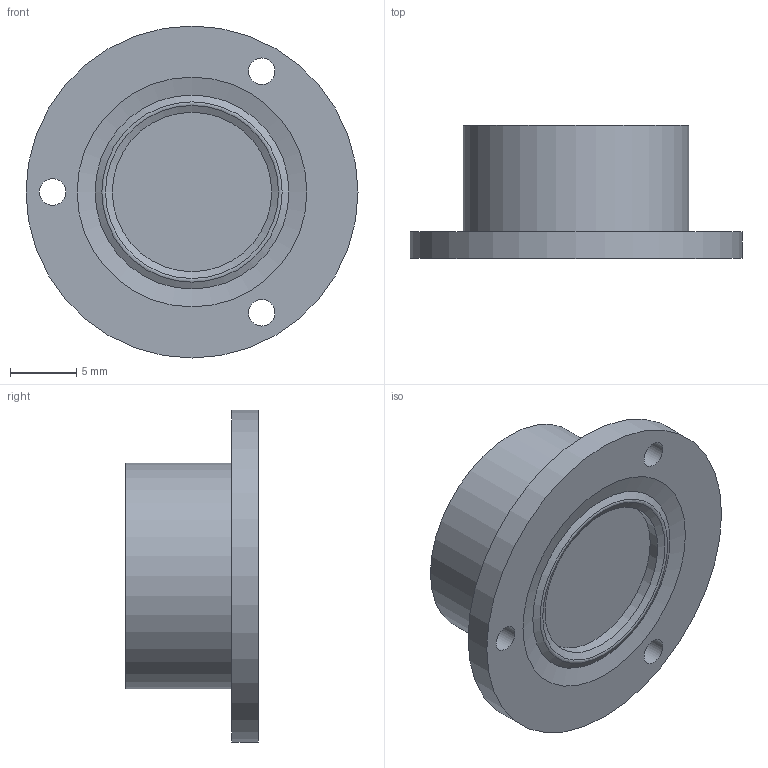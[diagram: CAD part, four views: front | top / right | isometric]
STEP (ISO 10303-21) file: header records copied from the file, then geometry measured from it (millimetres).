
FILE_DESCRIPTION( ( 'STEP AP214' ), '1' );
FILE_NAME( 'K1154.2171030.stp', '2020-12-10T10:26:58', ( '' ), ( '' ), ' ', 'PARTsolutions', ' ' );
FILE_SCHEMA( ( 'AUTOMOTIVE_DESIGN { 1 0 10303 214 1 1 1 1 }' ) );
Length unit declared in the file: millimetre
Products named in the file (1): _K1154.2171030
Bounding box: 25 x 10 x 25 mm (x, y, z)
Volume: 2637.2 mm3; surface area: 1622.6 mm2
Topology: 1 solids, 1 shells, 14 faces, 26 edges, 16 vertices
Faces by surface type: cylinder 6, plane 4, cone 3, torus 1
Full cylindrical faces by diameter (mm): 2 x3, 12 x1, 17 x1, 25 x1
Entity records: 444 total; most frequent: DIRECTION 62, CARTESIAN_POINT 47, EDGE_LOOP 32, ORIENTED_EDGE 32, AXIS2_PLACEMENT_3D 31, FACE_OUTER_BOUND 21, EDGE_CURVE 16, VERTEX_POINT 16
